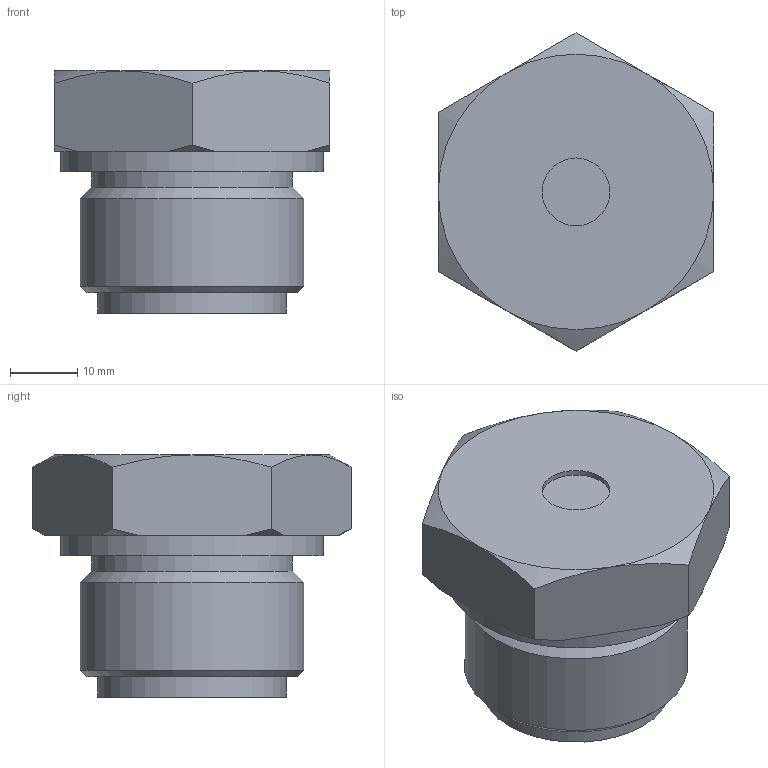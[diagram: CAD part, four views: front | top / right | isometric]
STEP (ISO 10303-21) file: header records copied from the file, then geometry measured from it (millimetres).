
FILE_DESCRIPTION(/* description */ (''),/* implementation_level */ '2;1');
FILE_NAME(/* name */ '31328W.stp',/* time_stamp */ '2018-02-02T12:48:49+01:00',/* author */ ('acgl'),/* organization */ (''),/* preprocessor_version */ 'ST-DEVELOPER v15.6',/* originating_system */ 'Autodesk Inventor 2015',/* authorisation */ '');
FILE_SCHEMA (('AUTOMOTIVE_DESIGN { 1 0 10303 214 3 1 1 }'));
Length unit declared in the file: centimetre
Products named in the file (1): 31328W
Bounding box: 41 x 47.34 x 36.03 mm (x, y, z)
Volume: 37770.5 mm3; surface area: 7220 mm2
Topology: 1 solids, 1 shells, 42 faces, 90 edges, 55 vertices
Faces by surface type: cone 14, plane 13, torus 9, cylinder 5, bspline 1
Full cylindrical faces by diameter (mm): 10.1 x1, 28 x1, 29.9 x1, 33.25 x1, 39 x1
Entity records: 1118 total; most frequent: CARTESIAN_POINT 246, DIRECTION 168, ORIENTED_EDGE 146, AXIS2_PLACEMENT_3D 78, EDGE_CURVE 73, EDGE_LOOP 63, VERTEX_POINT 54, STYLED_ITEM 43
